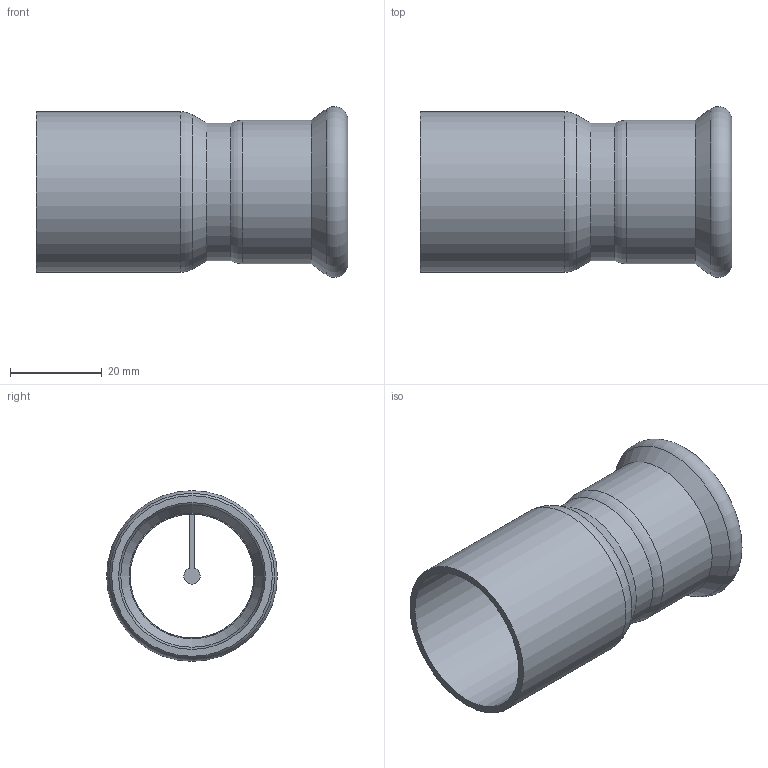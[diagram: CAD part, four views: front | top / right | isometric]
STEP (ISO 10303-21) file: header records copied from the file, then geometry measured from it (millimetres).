
FILE_DESCRIPTION(/* description */ (''),/* implementation_level */ '2;1');
FILE_NAME(/* name */ '32313.stp',/* time_stamp */ '2014-04-03T18:20:57+02:00',/* author */ ('bruh'),/* organization */ (''),/* preprocessor_version */ 'ST-DEVELOPER v15.2',/* originating_system */ 'Autodesk Inventor 2014',/* authorisation */ '');
FILE_SCHEMA (('AUTOMOTIVE_DESIGN { 1 0 10303 214 3 1 1 }'));
Length unit declared in the file: millimetre
Products named in the file (3): 432313; 900024; 32313
Bounding box: 68 x 37.19 x 37.19 mm (x, y, z)
Volume: 10837 mm3; surface area: 14949.3 mm2
Topology: 2 solids, 2 shells, 31 faces, 60 edges, 36 vertices
Faces by surface type: plane 10, cylinder 9, torus 6, cone 6
Full cylindrical faces by diameter (mm): 27 x2, 28.2 x1, 28.8 x1, 30 x1, 31.3 x1, 32 x1, 35 x1
Entity records: 746 total; most frequent: DIRECTION 140, CARTESIAN_POINT 108, ORIENTED_EDGE 76, AXIS2_PLACEMENT_3D 66, EDGE_LOOP 58, EDGE_CURVE 38, VERTEX_POINT 34, ADVANCED_FACE 31
